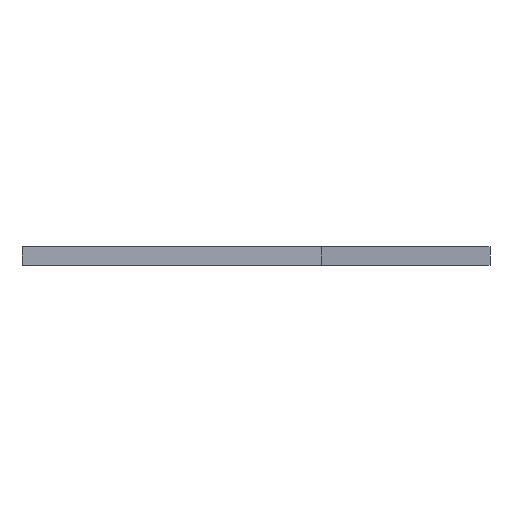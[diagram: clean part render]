
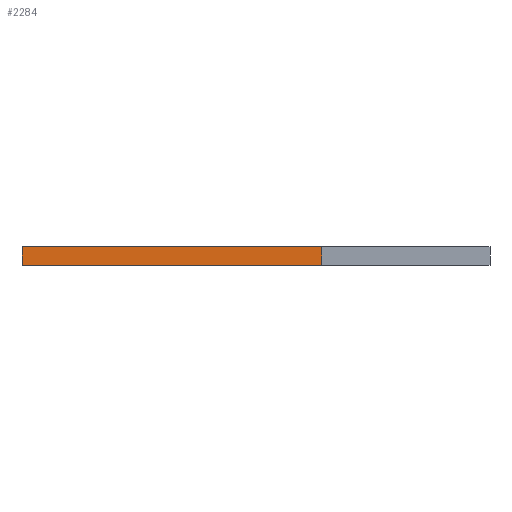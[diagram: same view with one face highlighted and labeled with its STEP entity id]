
A CAD part, left-side view. The second image highlights one B-rep face of the part: STEP entity #2284.
In plain terms, the highlighted planar face has unit normal (-1, 0, 0).
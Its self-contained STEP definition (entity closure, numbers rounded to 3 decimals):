
#53 = VERTEX_POINT ( 'NONE', #4072 ) ;
#94 = LINE ( 'NONE', #841, #2722 ) ;
#139 = VECTOR ( 'NONE', #3917, 1000. ) ;
#356 = DIRECTION ( 'NONE',  ( -1., 0., 0. ) ) ;
#455 = EDGE_CURVE ( 'NONE', #1071, #1872, #1754, .T. ) ;
#612 = VECTOR ( 'NONE', #1778, 1000. ) ;
#817 = EDGE_LOOP ( 'NONE', ( #1189, #3222, #4055, #3295 ) ) ;
#841 = CARTESIAN_POINT ( 'NONE',  ( -80., 40., 5. ) ) ;
#1028 = AXIS2_PLACEMENT_3D ( 'NONE', #1110, #356, #3216 ) ;
#1071 = VERTEX_POINT ( 'NONE', #1882 ) ;
#1110 = CARTESIAN_POINT ( 'NONE',  ( -80., 0., 10. ) ) ;
#1189 = ORIENTED_EDGE ( 'NONE', *, *, #1935, .T. ) ;
#1390 = CARTESIAN_POINT ( 'NONE',  ( -80., 0., 0. ) ) ;
#1754 = LINE ( 'NONE', #1390, #612 ) ;
#1778 = DIRECTION ( 'NONE',  ( 0., 1., 0. ) ) ;
#1872 = VERTEX_POINT ( 'NONE', #3664 ) ;
#1882 = CARTESIAN_POINT ( 'NONE',  ( -80., -40., 0. ) ) ;
#1935 = EDGE_CURVE ( 'NONE', #1954, #1872, #94, .T. ) ;
#1954 = VERTEX_POINT ( 'NONE', #4559 ) ;
#2284 = ADVANCED_FACE ( 'NONE', ( #3680 ), #4044, .T. ) ;
#2294 = VECTOR ( 'NONE', #4021, 1000. ) ;
#2441 = LINE ( 'NONE', #3988, #139 ) ;
#2685 = DIRECTION ( 'NONE',  ( 0., 0., -1. ) ) ;
#2722 = VECTOR ( 'NONE', #2685, 1000. ) ;
#3216 = DIRECTION ( 'NONE',  ( 0., 0., 1. ) ) ;
#3222 = ORIENTED_EDGE ( 'NONE', *, *, #455, .F. ) ;
#3295 = ORIENTED_EDGE ( 'NONE', *, *, #3761, .F. ) ;
#3664 = CARTESIAN_POINT ( 'NONE',  ( -80., 40., 0. ) ) ;
#3680 = FACE_OUTER_BOUND ( 'NONE', #817, .T. ) ;
#3761 = EDGE_CURVE ( 'NONE', #1954, #53, #3950, .T. ) ;
#3917 = DIRECTION ( 'NONE',  ( 0., 0., -1. ) ) ;
#3950 = LINE ( 'NONE', #4405, #2294 ) ;
#3988 = CARTESIAN_POINT ( 'NONE',  ( -80., -40., 10. ) ) ;
#4021 = DIRECTION ( 'NONE',  ( 0., -1., 0. ) ) ;
#4044 = PLANE ( 'NONE',  #1028 ) ;
#4055 = ORIENTED_EDGE ( 'NONE', *, *, #4300, .F. ) ;
#4072 = CARTESIAN_POINT ( 'NONE',  ( -80., -40., 5. ) ) ;
#4300 = EDGE_CURVE ( 'NONE', #53, #1071, #2441, .T. ) ;
#4405 = CARTESIAN_POINT ( 'NONE',  ( -80., 0., 5. ) ) ;
#4559 = CARTESIAN_POINT ( 'NONE',  ( -80., 40., 5. ) ) ;
